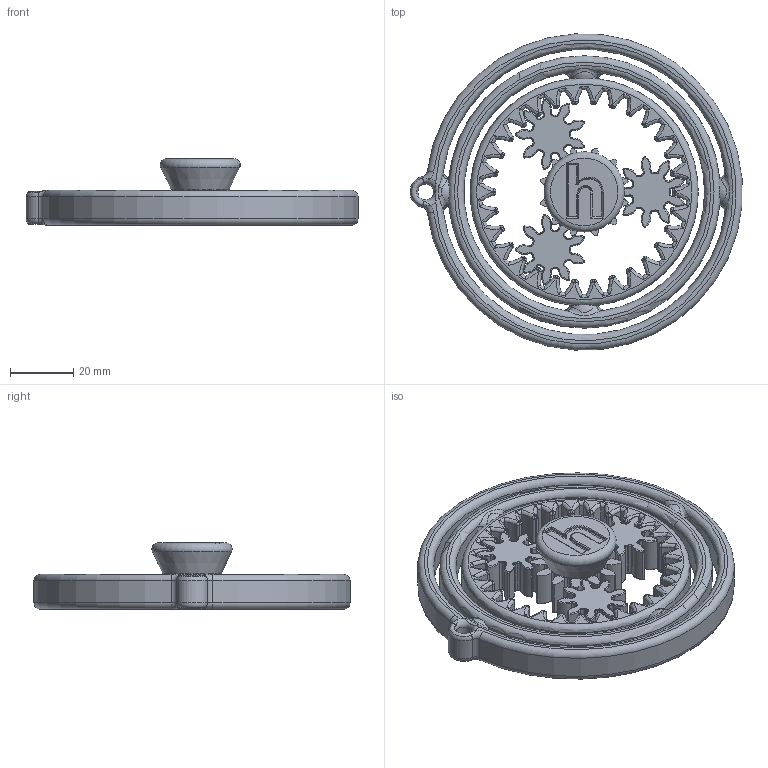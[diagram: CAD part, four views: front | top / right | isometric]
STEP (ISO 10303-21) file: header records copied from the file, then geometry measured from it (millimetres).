
FILE_DESCRIPTION(/* description */ ('STEP AP242 Edition 2','CAx-IF Rec.Pracs.---Representation and Presentation of Product Manufacturing Information (PMI)---4.0---2014-10-13','CAx-IF Rec.Pracs.---3D Tessellated Geometry---0.4---2014-09-14','2;1','CAx-IF Rec.Pracs.---User Defined Attributes---1.5---2016-08-15'),/* implementation_level */ '2;1');
FILE_NAME(/* name */ '693b592859659455d3d60e5c',/* time_stamp */ '2025-12-11T23:52:12Z',/* author */ (''),/* organization */ (''),/* preprocessor_version */ 'ST-DEVELOPER v20',/* originating_system */ 'ONSHAPE BY PTC INC, 1.207',/* authorisation */ ' ');
FILE_SCHEMA (('AP242_MANAGED_MODEL_BASED_3D_ENGINEERING_MIM_LF { 1 0 10303 442 3 1 4 }'));
Length unit declared in the file: metre
Products named in the file (7): Part 6; Part 4; Part 1; Part 5; Part 3; Part 7; Part 2
Bounding box: 104.8 x 99.78 x 21 mm (x, y, z)
Volume: 58430.4 mm3; surface area: 33462.8 mm2
Topology: 7 solids, 7 shells, 1366 faces, 3243 edges, 1751 vertices
Faces by surface type: bspline 583, torus 429, cylinder 308, plane 37, sphere 8, cone 1
Full cylindrical faces by diameter (mm): 5 x1
Entity records: 52472 total; most frequent: CARTESIAN_POINT 25706, ORIENTED_EDGE 6140, DIRECTION 4801, EDGE_CURVE 3070, AXIS2_PLACEMENT_3D 2164, VERTEX_POINT 1728, FACE_BOUND 1384, EDGE_LOOP 1381
